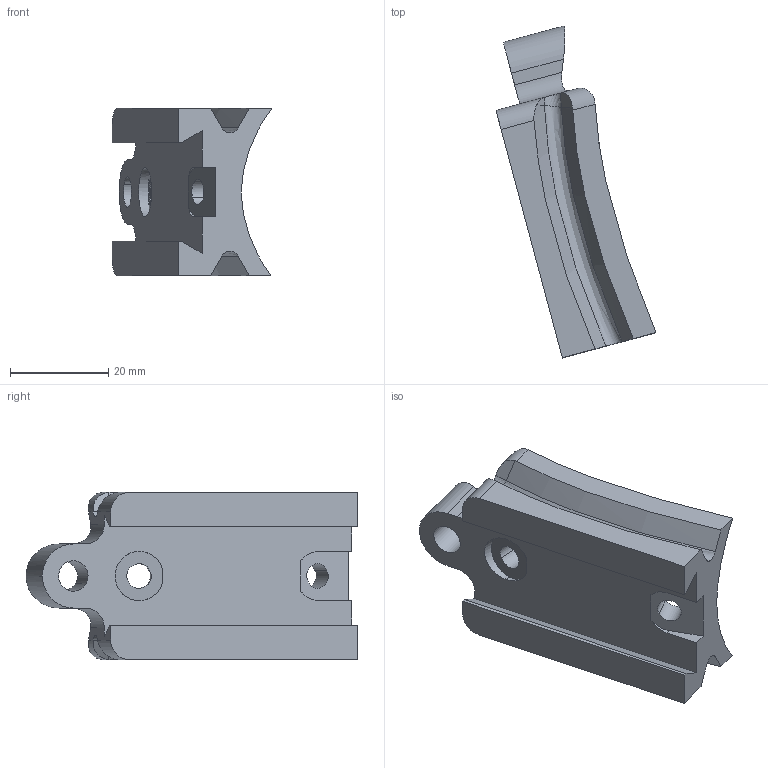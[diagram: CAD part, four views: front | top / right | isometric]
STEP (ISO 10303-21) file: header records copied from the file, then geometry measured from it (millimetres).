
FILE_DESCRIPTION(('CATIA V5 STEP Exchange'),'2;1');
FILE_NAME('Base support articulation amovible - 02 - Suppression lamage.stp','2017-05-20T10:25:12+00:00',('none'),('none'),'CATIA Version 5 Release 16 (IN-10)','CATIA V5 STEP AP203','none');
FILE_SCHEMA(('CONFIG_CONTROL_DESIGN'));
Length unit declared in the file: millimetre
Products named in the file (1): Base support articulation amovible - 02 - Suppression lamage
Bounding box: 32.49 x 67.39 x 34 mm (x, y, z)
Volume: 14879.7 mm3; surface area: 8584.3 mm2
Topology: 1 solids, 1 shells, 53 faces, 150 edges, 97 vertices
Faces by surface type: plane 24, cylinder 19, bspline 8, extrusion 2
Entity records: 2072 total; most frequent: CARTESIAN_POINT 846, ORIENTED_EDGE 300, DIRECTION 153, EDGE_CURVE 150, VERTEX_POINT 97, VECTOR 72, LINE 70, B_SPLINE_CURVE_WITH_KNOTS 60
